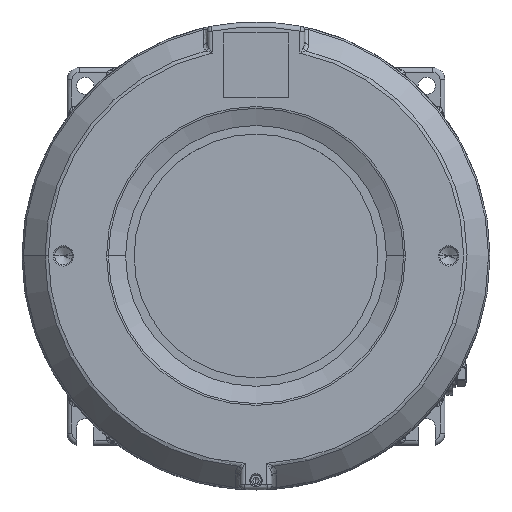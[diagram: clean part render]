
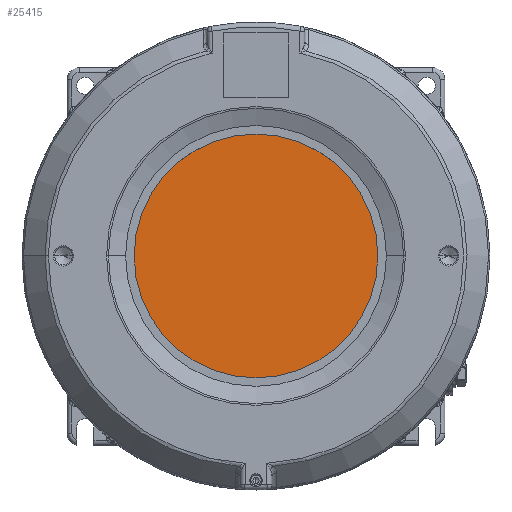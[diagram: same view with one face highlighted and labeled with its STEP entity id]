
A CAD part, top view. The second image highlights one B-rep face of the part: STEP entity #25415.
In plain terms, the highlighted face is planar.
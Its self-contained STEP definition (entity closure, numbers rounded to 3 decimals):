
#2619 = VERTEX_POINT ( 'NONE', #8907 ) ;
#3660 = VERTEX_POINT ( 'NONE', #31692 ) ;
#4126 = DIRECTION ( 'NONE',  ( 0., 0., -1. ) ) ;
#4180 = AXIS2_PLACEMENT_3D ( 'NONE', #27518, #12623, #30042 ) ;
#8907 = CARTESIAN_POINT ( 'NONE',  ( -64.8, 0., 0. ) ) ;
#11581 = EDGE_LOOP ( 'NONE', ( #13843, #16843 ) ) ;
#12623 = DIRECTION ( 'NONE',  ( 0., 0., -1. ) ) ;
#13302 = CIRCLE ( 'NONE', #4180, 64.8 ) ;
#13843 = ORIENTED_EDGE ( 'NONE', *, *, #26282, .T. ) ;
#15600 = FACE_OUTER_BOUND ( 'NONE', #11581, .T. ) ;
#16733 = DIRECTION ( 'NONE',  ( 1., 0., 0. ) ) ;
#16843 = ORIENTED_EDGE ( 'NONE', *, *, #24939, .T. ) ;
#18879 = AXIS2_PLACEMENT_3D ( 'NONE', #19071, #4126, #21598 ) ;
#19071 = CARTESIAN_POINT ( 'NONE',  ( 0., 0., 0. ) ) ;
#21547 = CARTESIAN_POINT ( 'NONE',  ( 0., 0., 0. ) ) ;
#21598 = DIRECTION ( 'NONE',  ( 1., 0., 0. ) ) ;
#21958 = AXIS2_PLACEMENT_3D ( 'NONE', #21547, #31649, #16733 ) ;
#24158 = CIRCLE ( 'NONE', #18879, 64.8 ) ;
#24939 = EDGE_CURVE ( 'NONE', #2619, #3660, #13302, .T. ) ;
#25415 = ADVANCED_FACE ( 'NONE', ( #15600 ), #29139, .F. ) ;
#26282 = EDGE_CURVE ( 'NONE', #3660, #2619, #24158, .T. ) ;
#27518 = CARTESIAN_POINT ( 'NONE',  ( 0., 0., 0. ) ) ;
#29139 = PLANE ( 'NONE',  #21958 ) ;
#30042 = DIRECTION ( 'NONE',  ( 1., 0., 0. ) ) ;
#31649 = DIRECTION ( 'NONE',  ( 0., 0., 1. ) ) ;
#31692 = CARTESIAN_POINT ( 'NONE',  ( 64.8, 0., 0. ) ) ;
